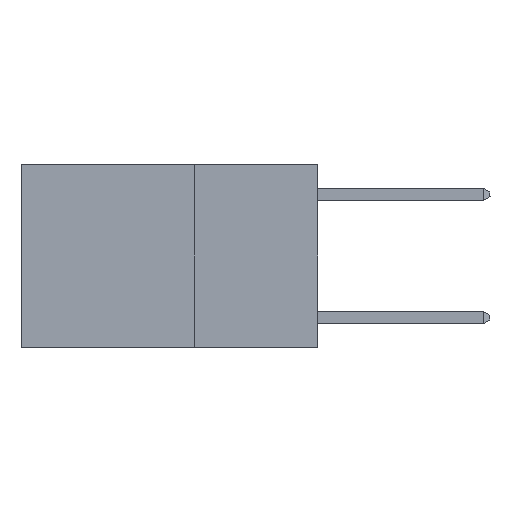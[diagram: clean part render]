
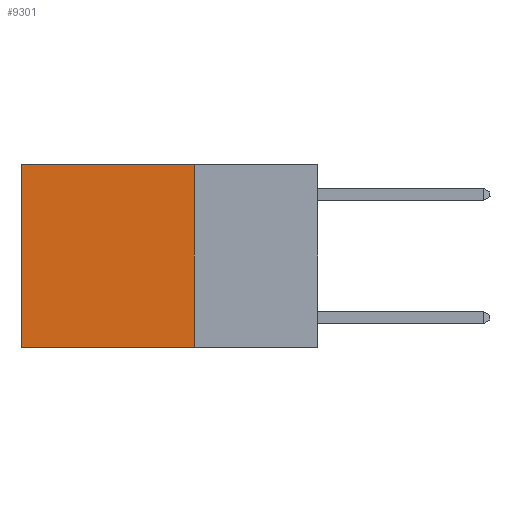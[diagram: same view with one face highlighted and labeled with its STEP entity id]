
A CAD part, left-side view. The second image highlights one B-rep face of the part: STEP entity #9301.
In plain terms, the highlighted planar face has unit normal (-1, 0, 0).
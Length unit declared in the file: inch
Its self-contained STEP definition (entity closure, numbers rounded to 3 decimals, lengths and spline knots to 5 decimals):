
#1308 = DIRECTION ( 'NONE',  ( 0., 0., -1. ) ) ;
#1449 = VECTOR ( 'NONE', #8409, 39.37008 ) ;
#2288 = CARTESIAN_POINT ( 'NONE',  ( 0.2625, 0.25, -0.37 ) ) ;
#2823 = VECTOR ( 'NONE', #7464, 39.37008 ) ;
#3146 = VECTOR ( 'NONE', #12303, 39.37008 ) ;
#3348 = VECTOR ( 'NONE', #11817, 39.37008 ) ;
#4126 = VERTEX_POINT ( 'NONE', #12248 ) ;
#4223 = EDGE_CURVE ( 'NONE', #4126, #11119, #5807, .T. ) ;
#4281 = EDGE_CURVE ( 'NONE', #4126, #16378, #11310, .T. ) ;
#5008 = PLANE ( 'NONE',  #5505 ) ;
#5505 = AXIS2_PLACEMENT_3D ( 'NONE', #12620, #6183, #1308 ) ;
#5807 = LINE ( 'NONE', #14678, #1449 ) ;
#5858 = LINE ( 'NONE', #11040, #3146 ) ;
#6183 = DIRECTION ( 'NONE',  ( 1., 0., 0. ) ) ;
#6298 = CARTESIAN_POINT ( 'NONE',  ( 0.2625, 0.25, 0. ) ) ;
#7179 = VERTEX_POINT ( 'NONE', #14620 ) ;
#7464 = DIRECTION ( 'NONE',  ( 0., 1., 0. ) ) ;
#8219 = ORIENTED_EDGE ( 'NONE', *, *, #10500, .F. ) ;
#8409 = DIRECTION ( 'NONE',  ( 0., 0., -1. ) ) ;
#8883 = FACE_OUTER_BOUND ( 'NONE', #15174, .T. ) ;
#9301 = ADVANCED_FACE ( 'NONE', ( #8883 ), #5008, .F. ) ;
#10293 = ORIENTED_EDGE ( 'NONE', *, *, #4281, .T. ) ;
#10500 = EDGE_CURVE ( 'NONE', #11119, #7179, #5858, .T. ) ;
#10724 = CARTESIAN_POINT ( 'NONE',  ( 0.2625, 0.6, 0. ) ) ;
#11040 = CARTESIAN_POINT ( 'NONE',  ( 0.2625, 0.25, -0.37 ) ) ;
#11119 = VERTEX_POINT ( 'NONE', #2288 ) ;
#11310 = LINE ( 'NONE', #6298, #2823 ) ;
#11817 = DIRECTION ( 'NONE',  ( 0., 0., -1. ) ) ;
#12248 = CARTESIAN_POINT ( 'NONE',  ( 0.2625, 0.25, 0. ) ) ;
#12303 = DIRECTION ( 'NONE',  ( 0., 1., 0. ) ) ;
#12620 = CARTESIAN_POINT ( 'NONE',  ( 0.2625, 0.25, 0. ) ) ;
#13152 = LINE ( 'NONE', #10724, #3348 ) ;
#13627 = ORIENTED_EDGE ( 'NONE', *, *, #4223, .F. ) ;
#13676 = EDGE_CURVE ( 'NONE', #16378, #7179, #13152, .T. ) ;
#14354 = CARTESIAN_POINT ( 'NONE',  ( 0.2625, 0.6, 0. ) ) ;
#14620 = CARTESIAN_POINT ( 'NONE',  ( 0.2625, 0.6, -0.37 ) ) ;
#14678 = CARTESIAN_POINT ( 'NONE',  ( 0.2625, 0.25, 0. ) ) ;
#15174 = EDGE_LOOP ( 'NONE', ( #15954, #8219, #13627, #10293 ) ) ;
#15954 = ORIENTED_EDGE ( 'NONE', *, *, #13676, .T. ) ;
#16378 = VERTEX_POINT ( 'NONE', #14354 ) ;
